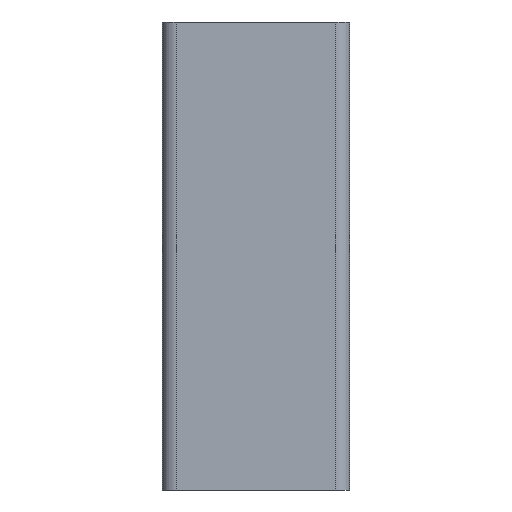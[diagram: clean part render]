
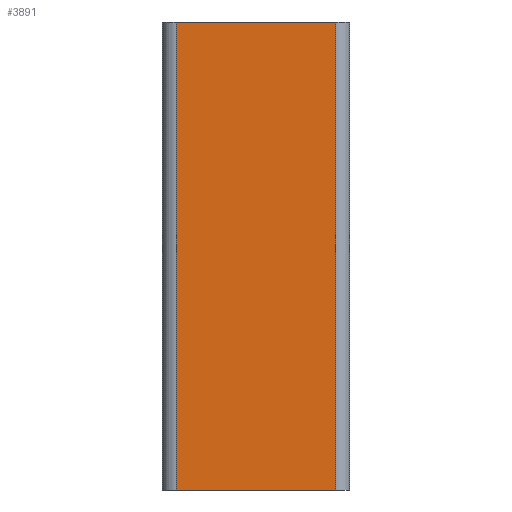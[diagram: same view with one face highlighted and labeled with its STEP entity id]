
A CAD part, left-side view. The second image highlights one B-rep face of the part: STEP entity #3891.
In plain terms, the highlighted planar face has unit normal (-1, 0, 0).
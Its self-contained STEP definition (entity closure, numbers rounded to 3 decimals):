
#225=FACE_OUTER_BOUND('',#429,.T.);
#429=EDGE_LOOP('',(#2983,#2984,#2985,#2986));
#624=LINE('',#5503,#1120);
#846=LINE('',#6030,#1342);
#847=LINE('',#6031,#1343);
#848=LINE('',#6032,#1344);
#1120=VECTOR('',#4432,10.);
#1342=VECTOR('',#4840,10.);
#1343=VECTOR('',#4841,10.);
#1344=VECTOR('',#4842,10.);
#1609=VERTEX_POINT('',#5500);
#1610=VERTEX_POINT('',#5502);
#1821=VERTEX_POINT('',#6028);
#1822=VERTEX_POINT('',#6029);
#2009=EDGE_CURVE('',#1609,#1610,#624,.T.);
#2274=EDGE_CURVE('',#1821,#1822,#846,.F.);
#2275=EDGE_CURVE('',#1822,#1610,#847,.T.);
#2276=EDGE_CURVE('',#1821,#1609,#848,.T.);
#2983=ORIENTED_EDGE('',*,*,#2274,.T.);
#2984=ORIENTED_EDGE('',*,*,#2275,.T.);
#2985=ORIENTED_EDGE('',*,*,#2009,.F.);
#2986=ORIENTED_EDGE('',*,*,#2276,.F.);
#3725=PLANE('',#4157);
#3891=ADVANCED_FACE('',(#225),#3725,.T.);
#4157=AXIS2_PLACEMENT_3D('',#6027,#4838,#4839);
#4432=DIRECTION('',(0.,1.,0.));
#4838=DIRECTION('center_axis',(-1.,0.,0.));
#4839=DIRECTION('ref_axis',(0.,-1.,0.));
#4840=DIRECTION('',(0.,-1.,0.));
#4841=DIRECTION('',(0.,0.,-1.));
#4842=DIRECTION('',(0.,0.,-1.));
#5500=CARTESIAN_POINT('',(-40.,-17.,0.));
#5502=CARTESIAN_POINT('',(-40.,17.,0.));
#5503=CARTESIAN_POINT('',(-40.,8.5,0.));
#6027=CARTESIAN_POINT('Origin',(-40.,17.,0.));
#6028=CARTESIAN_POINT('',(-40.,-17.,100.));
#6029=CARTESIAN_POINT('',(-40.,17.,100.));
#6030=CARTESIAN_POINT('',(-40.,8.5,100.));
#6031=CARTESIAN_POINT('',(-40.,17.,0.));
#6032=CARTESIAN_POINT('',(-40.,-17.,0.));
